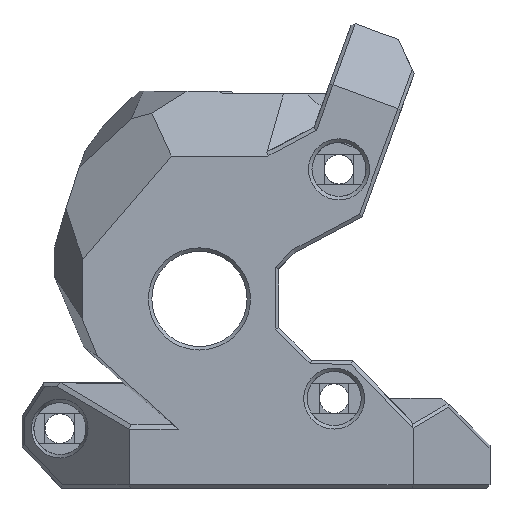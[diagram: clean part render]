
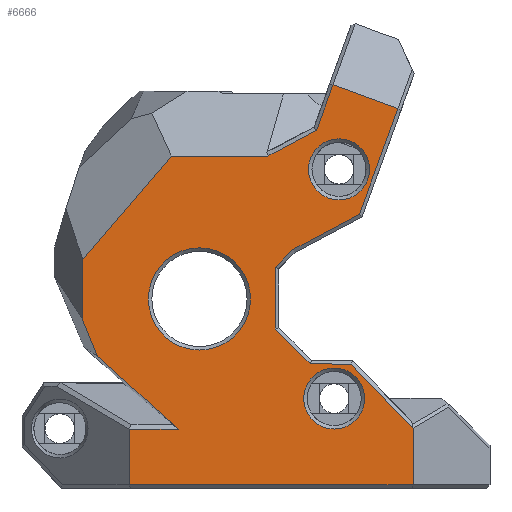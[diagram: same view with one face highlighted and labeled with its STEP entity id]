
A CAD part, front view. The second image highlights one B-rep face of the part: STEP entity #6666.
In plain terms, the highlighted planar face has unit normal (0, -1, 0).
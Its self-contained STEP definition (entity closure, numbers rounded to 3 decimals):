
#197=FACE_BOUND('',#1205,.T.);
#198=FACE_BOUND('',#1206,.T.);
#199=FACE_BOUND('',#1207,.T.);
#465=PLANE('',#7234);
#825=FACE_OUTER_BOUND('',#1204,.T.);
#1204=EDGE_LOOP('',(#6200,#6201,#6202,#6203,#6204,#6205,#6206,#6207,#6208,
#6209,#6210,#6211,#6212,#6213,#6214,#6215,#6216,#6217,#6218,#6219));
#1205=EDGE_LOOP('',(#6220));
#1206=EDGE_LOOP('',(#6221));
#1207=EDGE_LOOP('',(#6222));
#1241=LINE('',#9141,#1929);
#1310=LINE('',#9991,#1998);
#1404=LINE('',#10369,#2092);
#1451=LINE('',#10657,#2139);
#1454=LINE('',#10663,#2142);
#1463=LINE('',#10696,#2151);
#1466=LINE('',#10703,#2154);
#1468=LINE('',#10707,#2156);
#1471=LINE('',#10712,#2159);
#1473=LINE('',#10716,#2161);
#1476=LINE('',#10721,#2164);
#1480=LINE('',#10728,#2168);
#1482=LINE('',#10733,#2170);
#1486=LINE('',#10740,#2174);
#1873=LINE('',#12061,#2561);
#1875=LINE('',#12064,#2563);
#1876=LINE('',#12066,#2564);
#1877=LINE('',#12069,#2565);
#1881=LINE('',#12076,#2569);
#1887=LINE('',#12087,#2575);
#1929=VECTOR('',#7327,10.);
#1998=VECTOR('',#7518,10.);
#2092=VECTOR('',#7758,10.);
#2139=VECTOR('',#7871,10.);
#2142=VECTOR('',#7876,10.);
#2151=VECTOR('',#7887,10.);
#2154=VECTOR('',#7892,10.);
#2156=VECTOR('',#7896,10.);
#2159=VECTOR('',#7901,10.);
#2161=VECTOR('',#7905,10.);
#2164=VECTOR('',#7910,10.);
#2168=VECTOR('',#7916,10.);
#2170=VECTOR('',#7920,10.);
#2174=VECTOR('',#7926,10.);
#2561=VECTOR('',#8959,10.);
#2563=VECTOR('',#8963,10.);
#2564=VECTOR('',#8966,10.);
#2565=VECTOR('',#8969,10.);
#2569=VECTOR('',#8977,10.);
#2575=VECTOR('',#8989,10.);
#2656=CIRCLE('',#6892,3.525);
#2658=CIRCLE('',#6895,5.9);
#2660=CIRCLE('',#6898,3.525);
#2794=VERTEX_POINT('',#9138);
#2795=VERTEX_POINT('',#9140);
#2895=VERTEX_POINT('',#9988);
#2896=VERTEX_POINT('',#9990);
#2982=VERTEX_POINT('',#10366);
#2984=VERTEX_POINT('',#10372);
#3015=VERTEX_POINT('',#10654);
#3016=VERTEX_POINT('',#10656);
#3017=VERTEX_POINT('',#10660);
#3024=VERTEX_POINT('',#10688);
#3027=VERTEX_POINT('',#10694);
#3030=VERTEX_POINT('',#10701);
#3031=VERTEX_POINT('',#10706);
#3032=VERTEX_POINT('',#10711);
#3033=VERTEX_POINT('',#10715);
#3034=VERTEX_POINT('',#10720);
#3036=VERTEX_POINT('',#10726);
#3037=VERTEX_POINT('',#10730);
#3042=VERTEX_POINT('',#10745);
#3044=VERTEX_POINT('',#10751);
#3046=VERTEX_POINT('',#10757);
#3353=VERTEX_POINT('',#12060);
#3354=VERTEX_POINT('',#12068);
#3412=EDGE_CURVE('',#2795,#2794,#1241,.T.);
#3539=EDGE_CURVE('',#2895,#2896,#1310,.T.);
#3671=EDGE_CURVE('',#2895,#2982,#1404,.F.);
#3734=EDGE_CURVE('',#3015,#3016,#1451,.T.);
#3737=EDGE_CURVE('',#3015,#3017,#1454,.F.);
#3747=EDGE_CURVE('',#3024,#3027,#1463,.F.);
#3750=EDGE_CURVE('',#3030,#3027,#1466,.T.);
#3752=EDGE_CURVE('',#3031,#3030,#1468,.T.);
#3755=EDGE_CURVE('',#3032,#3031,#1471,.T.);
#3757=EDGE_CURVE('',#3033,#3032,#1473,.T.);
#3760=EDGE_CURVE('',#3034,#3033,#1476,.T.);
#3764=EDGE_CURVE('',#3036,#3034,#1480,.T.);
#3766=EDGE_CURVE('',#3037,#3036,#1482,.T.);
#3770=EDGE_CURVE('',#2984,#3037,#1486,.T.);
#3774=EDGE_CURVE('',#3042,#3042,#2656,.T.);
#3777=EDGE_CURVE('',#3044,#3044,#2658,.T.);
#3780=EDGE_CURVE('',#3046,#3046,#2660,.T.);
#4298=EDGE_CURVE('',#3353,#2795,#1873,.T.);
#4300=EDGE_CURVE('',#2982,#3353,#1875,.T.);
#4301=EDGE_CURVE('',#3016,#2794,#1876,.T.);
#4302=EDGE_CURVE('',#3354,#2984,#1877,.T.);
#4306=EDGE_CURVE('',#2896,#3354,#1881,.F.);
#4312=EDGE_CURVE('',#3024,#3017,#1887,.T.);
#6200=ORIENTED_EDGE('',*,*,#4312,.F.);
#6201=ORIENTED_EDGE('',*,*,#3747,.T.);
#6202=ORIENTED_EDGE('',*,*,#3750,.F.);
#6203=ORIENTED_EDGE('',*,*,#3752,.F.);
#6204=ORIENTED_EDGE('',*,*,#3755,.F.);
#6205=ORIENTED_EDGE('',*,*,#3757,.F.);
#6206=ORIENTED_EDGE('',*,*,#3760,.F.);
#6207=ORIENTED_EDGE('',*,*,#3764,.F.);
#6208=ORIENTED_EDGE('',*,*,#3766,.F.);
#6209=ORIENTED_EDGE('',*,*,#3770,.F.);
#6210=ORIENTED_EDGE('',*,*,#4302,.F.);
#6211=ORIENTED_EDGE('',*,*,#4306,.F.);
#6212=ORIENTED_EDGE('',*,*,#3539,.F.);
#6213=ORIENTED_EDGE('',*,*,#3671,.T.);
#6214=ORIENTED_EDGE('',*,*,#4300,.T.);
#6215=ORIENTED_EDGE('',*,*,#4298,.T.);
#6216=ORIENTED_EDGE('',*,*,#3412,.T.);
#6217=ORIENTED_EDGE('',*,*,#4301,.F.);
#6218=ORIENTED_EDGE('',*,*,#3734,.F.);
#6219=ORIENTED_EDGE('',*,*,#3737,.T.);
#6220=ORIENTED_EDGE('',*,*,#3774,.F.);
#6221=ORIENTED_EDGE('',*,*,#3777,.F.);
#6222=ORIENTED_EDGE('',*,*,#3780,.F.);
#6666=ADVANCED_FACE('',(#825,#197,#198,#199),#465,.F.);
#6892=AXIS2_PLACEMENT_3D('',#10747,#7933,#7934);
#6895=AXIS2_PLACEMENT_3D('',#10753,#7940,#7941);
#6898=AXIS2_PLACEMENT_3D('',#10759,#7947,#7948);
#7234=AXIS2_PLACEMENT_3D('',#12607,#9030,#9031);
#7327=DIRECTION('',(0.741,0.,-0.671));
#7518=DIRECTION('',(1.,0.,0.));
#7758=DIRECTION('',(0.651,0.,0.759));
#7871=DIRECTION('',(0.76,0.,0.65));
#7876=DIRECTION('',(0.,0.,1.));
#7887=DIRECTION('',(0.,0.,-1.));
#7892=DIRECTION('',(0.695,0.,-0.719));
#7896=DIRECTION('',(1.,0.,-0.004));
#7901=DIRECTION('',(0.707,0.,-0.707));
#7905=DIRECTION('',(0.,0.,-1.));
#7910=DIRECTION('',(-0.707,0.,-0.707));
#7916=DIRECTION('',(-0.883,0.,-0.469));
#7920=DIRECTION('',(-0.342,0.,-0.94));
#7926=DIRECTION('',(0.94,0.,-0.342));
#7933=DIRECTION('center_axis',(0.,-1.,0.));
#7934=DIRECTION('ref_axis',(1.,0.,0.));
#7940=DIRECTION('center_axis',(0.,-1.,0.));
#7941=DIRECTION('ref_axis',(-1.,0.,0.));
#7947=DIRECTION('center_axis',(0.,-1.,0.));
#7948=DIRECTION('ref_axis',(1.,0.,0.));
#8959=DIRECTION('',(0.383,0.,-0.924));
#8963=DIRECTION('',(0.,0.,-1.));
#8966=DIRECTION('',(1.,0.,0.));
#8969=DIRECTION('',(0.342,0.,0.94));
#8977=DIRECTION('',(-0.883,0.,-0.469));
#8989=DIRECTION('',(-1.,0.,0.));
#9030=DIRECTION('center_axis',(0.,1.,0.));
#9031=DIRECTION('ref_axis',(0.,0.,1.));
#9138=CARTESIAN_POINT('',(-48.025,-19.84,-13.562));
#9140=CARTESIAN_POINT('',(-57.346,-19.84,-5.12));
#9141=CARTESIAN_POINT('',(-54.795,-19.84,-7.43));
#9988=CARTESIAN_POINT('',(-48.833,-19.84,17.993));
#9990=CARTESIAN_POINT('',(-37.674,-19.84,17.993));
#9991=CARTESIAN_POINT('',(-39.431,-19.84,17.993));
#10366=CARTESIAN_POINT('',(-59.073,-19.84,6.065));
#10369=CARTESIAN_POINT('',(-51.21,-19.84,15.224));
#10372=CARTESIAN_POINT('',(-30.152,-19.84,26.215));
#10654=CARTESIAN_POINT('',(-53.706,-19.84,-13.59));
#10656=CARTESIAN_POINT('',(-53.674,-19.84,-13.562));
#10657=CARTESIAN_POINT('',(-44.002,-19.84,-5.295));
#10660=CARTESIAN_POINT('',(-53.706,-19.84,-20.004));
#10663=CARTESIAN_POINT('',(-53.706,-19.84,-2.868));
#10688=CARTESIAN_POINT('',(-20.91,-19.84,-20.004));
#10694=CARTESIAN_POINT('',(-20.91,-19.84,-13.446));
#10696=CARTESIAN_POINT('',(-20.91,-19.84,-2.868));
#10701=CARTESIAN_POINT('',(-28.064,-19.84,-6.04));
#10703=CARTESIAN_POINT('',(-33.411,-19.84,-0.505));
#10706=CARTESIAN_POINT('',(-32.809,-19.84,-6.023));
#10707=CARTESIAN_POINT('',(-36.253,-19.84,-6.01));
#10711=CARTESIAN_POINT('',(-36.842,-19.84,-1.989));
#10712=CARTESIAN_POINT('',(-40.29,-19.84,1.458));
#10715=CARTESIAN_POINT('',(-36.842,-19.84,5.13));
#10716=CARTESIAN_POINT('',(-36.842,-19.84,7.018));
#10720=CARTESIAN_POINT('',(-34.786,-19.84,7.186));
#10721=CARTESIAN_POINT('',(-36.54,-19.84,5.433));
#10726=CARTESIAN_POINT('',(-27.109,-19.84,11.266));
#10728=CARTESIAN_POINT('',(-32.868,-19.84,8.206));
#10730=CARTESIAN_POINT('',(-22.661,-19.84,23.488));
#10733=CARTESIAN_POINT('',(-27.464,-19.84,10.29));
#10740=CARTESIAN_POINT('',(-31.946,-19.84,26.867));
#10745=CARTESIAN_POINT('',(-33.546,-19.84,-10.021));
#10747=CARTESIAN_POINT('Origin',(-30.021,-19.84,-10.021));
#10751=CARTESIAN_POINT('',(-39.687,-19.84,1.479));
#10753=CARTESIAN_POINT('Origin',(-45.587,-19.84,1.479));
#10757=CARTESIAN_POINT('',(-32.988,-19.84,16.453));
#10759=CARTESIAN_POINT('Origin',(-29.463,-19.84,16.453));
#12060=CARTESIAN_POINT('',(-59.073,-19.84,-0.952));
#12061=CARTESIAN_POINT('',(-58.845,-19.84,-1.503));
#12064=CARTESIAN_POINT('',(-59.073,-19.84,4.717));
#12066=CARTESIAN_POINT('',(-51.058,-19.84,-13.562));
#12068=CARTESIAN_POINT('',(-32.059,-19.84,20.977));
#12069=CARTESIAN_POINT('',(-34.931,-19.84,13.086));
#12076=CARTESIAN_POINT('',(-41.438,-19.84,15.993));
#12087=CARTESIAN_POINT('',(-39.526,-19.84,-20.004));
#12607=CARTESIAN_POINT('Origin',(-39.807,-19.84,9.071));
